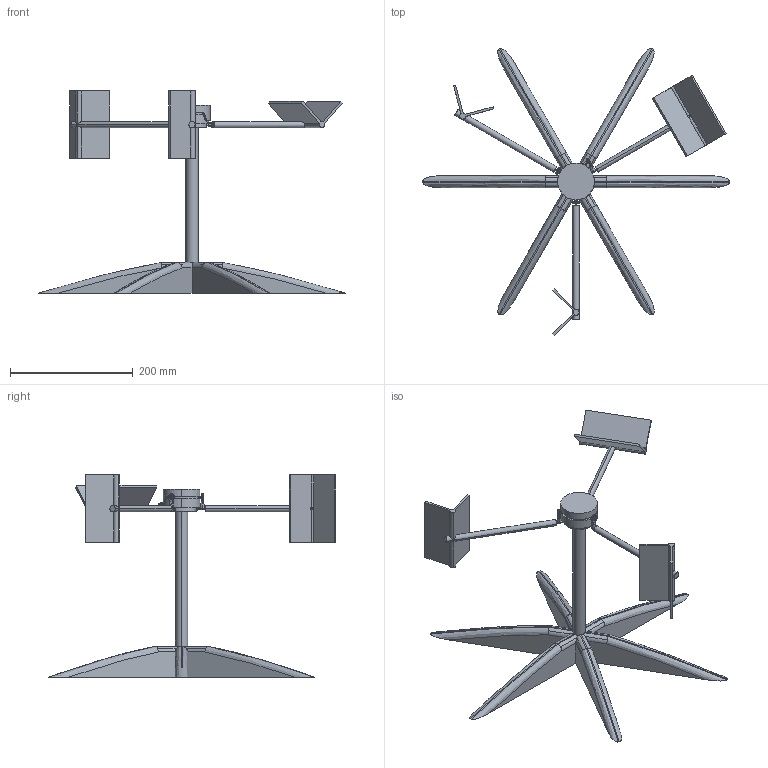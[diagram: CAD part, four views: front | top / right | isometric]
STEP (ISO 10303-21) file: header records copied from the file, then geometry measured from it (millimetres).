
FILE_DESCRIPTION(('STEP AP214'),'1');
FILE_NAME('VwindT.stp','2023-03-25T22:44:04',(' '),(' '),'Spatial InterOp 3D',' ',' ');
FILE_SCHEMA(('AUTOMOTIVE_DESIGN { 1 0 10303 214 1 1 1 1 }'));
Length unit declared in the file: metre
Products named in the file (8): VwindT; Design1; Stand; BEARING; wings Assembly1; wings Assembly2; wings Assembly3; RodEndB
Assembly tree (9 placements, depth 2):
  VwindT
    Design1
    Stand
    BEARING
    wings Assembly1
    wings Assembly2
    wings Assembly3
    RodEndB  x3
Bounding box: 500 x 468.63 x 330.03 mm (x, y, z)
Volume: 1209040.4 mm3; surface area: 263026 mm2
Topology: 34 solids, 34 shells, 1265 faces, 3373 edges, 2104 vertices
Faces by surface type: plane 570, cylinder 430, torus 107, cone 62, sphere 60, bspline 36
Entity records: 49413 total; most frequent: CARTESIAN_POINT 19744, DIRECTION 6228, ORIENTED_EDGE 6138, EDGE_CURVE 3069, AXIS2_PLACEMENT_3D 2208, VERTEX_POINT 1969, LINE 1812, VECTOR 1812
